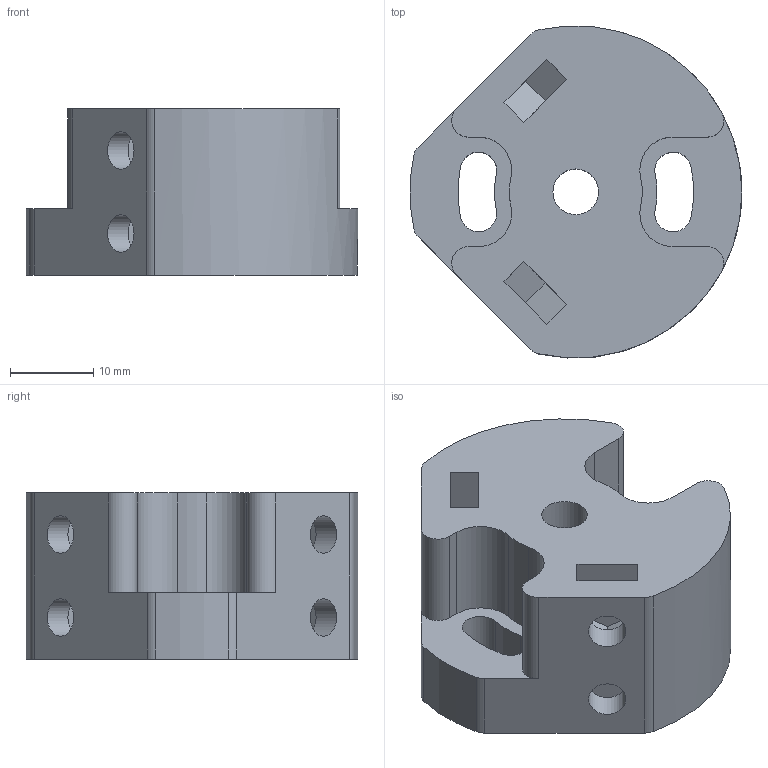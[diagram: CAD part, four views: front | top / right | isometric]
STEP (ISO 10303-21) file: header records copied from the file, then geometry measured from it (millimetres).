
FILE_DESCRIPTION(('FreeCAD Model'),'2;1');
FILE_NAME('Open CASCADE Shape Model','2021-08-16T16:51:53',('Author'),( ''),'Open CASCADE STEP processor 7.4','FreeCAD','Unknown');
FILE_SCHEMA(('AUTOMOTIVE_DESIGN_CC2 { 1 2 10303 214 -1 1 5 4 }'));
Length unit declared in the file: millimetre
Products named in the file (1): SpiderHub_Main
Bounding box: 39.94 x 39.94 x 20 mm (x, y, z)
Volume: 17651.2 mm3; surface area: 6432.8 mm2
Topology: 1 solids, 1 shells, 71 faces, 191 edges, 126 vertices
Faces by surface type: plane 34, cylinder 33, cone 4
Full cylindrical faces by diameter (mm): 4.5 x8, 5.5 x1
Entity records: 4864 total; most frequent: CARTESIAN_POINT 1083, DIRECTION 719, LINE 429, VECTOR 429, ORIENTED_EDGE 374, PCURVE 374, DEFINITIONAL_REPRESENTATION 374, EDGE_CURVE 187
